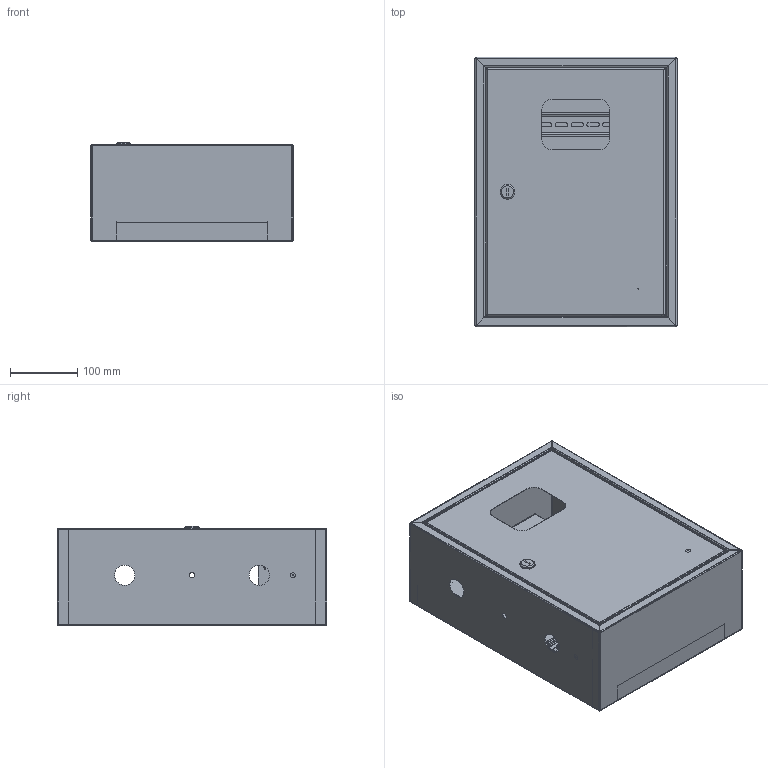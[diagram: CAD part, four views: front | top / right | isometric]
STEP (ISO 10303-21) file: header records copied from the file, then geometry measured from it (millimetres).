
FILE_DESCRIPTION (( 'STEP AP203' ), '1' );
FILE_NAME ('ÌÈ-1801 ßÓÐ ñ 2ìÿ äèí-ðåéêàìè (400õ300õ150) EKF Basic.STEP', '2021-04-26T12:13:03', ( '' ), ( '' ), 'SwSTEP 2.0', 'SolidWorks 2021', '' );
FILE_SCHEMA (( 'CONFIG_CONTROL_DESIGN' ));
Length unit declared in the file: millimetre
Products named in the file (21): ÌÈ-1801.01.00.001 Ñòåíêà çàäíÿÿ; ÌÈ-1801 ßÓÐ ñ 2ìÿ äèí-ðåéêàìè (400õ300õ150) EKF Basic; ÌÈ-1801.01.01.001 Ñòåíêà ïðàâàÿ; ÌÈ-1801.01.02.001 Ñòåíêà ëåâàÿ; ÌÈ-1801.01.00.000 ÑÁ Êîðïóñ â ñáîðå; ÌÈ-1801.01.02.000 ÑÁ Ñòåíêà ëåâàÿ â ñáîðå; pan head cross recess screw_din_DIN EN ISO 7045 - M4 x 16 - Z - 16N; ÌÈ-1801.02.00.000 ÑÁ Äâåðü â ñáîðå; ﾌﾈ-1801.02.00.001 ﾄ粢; Øïèëüêà Ì6õ12; 昈-1800.01.01.002 赶鎀鍧; ÌÈ-1801.01.01.000 ÑÁ Ñòåíêà ïðàâàÿ â ñáîðå; Çàìîê ïî÷òîâûé; ÌÈ-1801.03.00.000 Øàññè â ñáîðå; pan head cross recess screw_din_ISO 7045 - M4 x 16 - Z --- 16N; ÌÈ-1801.00.00.001 Ôàëüøïàíåëü; ﾌﾈ-1800.03.00.002 ﾊ煇鳫; Çàêëåïêà ãàå÷íàÿ Ì4_Œ8; cross ph tapping 968_din_Screw DIN 968-ST4.2x13-C-H-N; 昈-1801.03.00.001 眈翴錪; DIN-ðåéêà ßÓÐ
Assembly tree (38 placements, depth 4):
  ÌÈ-1801 ßÓÐ ñ 2ìÿ äèí-ðåéêàìè (400õ300õ150) EKF Basic
    ÌÈ-1801.01.00.000 ÑÁ Êîðïóñ â ñáîðå
      ÌÈ-1801.01.01.000 ÑÁ Ñòåíêà ïðàâàÿ â ñáîðå
        ÌÈ-1801.01.01.001 Ñòåíêà ïðàâàÿ
        Øïèëüêà Ì6õ12  x2
        昈-1800.01.01.002 赶鎀鍧  x2
      ÌÈ-1801.01.00.001 Ñòåíêà çàäíÿÿ
      ÌÈ-1801.01.02.000 ÑÁ Ñòåíêà ëåâàÿ â ñáîðå
        ÌÈ-1801.01.02.001 Ñòåíêà ëåâàÿ
        Øïèëüêà Ì6õ12
      Çàêëåïêà ãàå÷íàÿ Ì4_Œ8  x2
    ÌÈ-1801.02.00.000 ÑÁ Äâåðü â ñáîðå
      ﾌﾈ-1801.02.00.001 ﾄ粢
      Çàêëåïêà ãàå÷íàÿ Ì4_Œ8  x2
      Øïèëüêà Ì6õ12
      Çàìîê ïî÷òîâûé
    pan head cross recess screw_din_ISO 7045 - M4 x 16 - Z --- 16N  x2
    ÌÈ-1801.00.00.001 Ôàëüøïàíåëü
    ÌÈ-1801.03.00.000 Øàññè â ñáîðå
      昈-1801.03.00.001 眈翴錪
      DIN-ðåéêà ßÓÐ  x2
      ﾌﾈ-1800.03.00.002 ﾊ煇鳫  x2
      Çàêëåïêà ãàå÷íàÿ Ì4_Œ8  x2
      pan head cross recess screw_din_DIN EN ISO 7045 - M4 x 16 - Z - 16N  x2
      cross ph tapping 968_din_Screw DIN 968-ST4.2x13-C-H-N  x2
    pan head cross recess screw_din_DIN EN ISO 7045 - M4 x 16 - Z - 16N  x2
    cross ph tapping 968_din_Screw DIN 968-ST4.2x13-C-H-N  x2
Bounding box: 300 x 400 x 148 mm (x, y, z)
Volume: 455156.2 mm3; surface area: 1273843.9 mm2
Topology: 33 solids, 33 shells, 1925 faces, 4899 edges, 3106 vertices
Faces by surface type: plane 1044, bspline 375, cylinder 332, cone 106, torus 48, sphere 20
Entity records: 29668 total; most frequent: CARTESIAN_POINT 8940, ORIENTED_EDGE 3776, DIRECTION 3568, EDGE_CURVE 1888, LINE 1198, VECTOR 1198, AXIS2_PLACEMENT_3D 1185, VERTEX_POINT 1161
